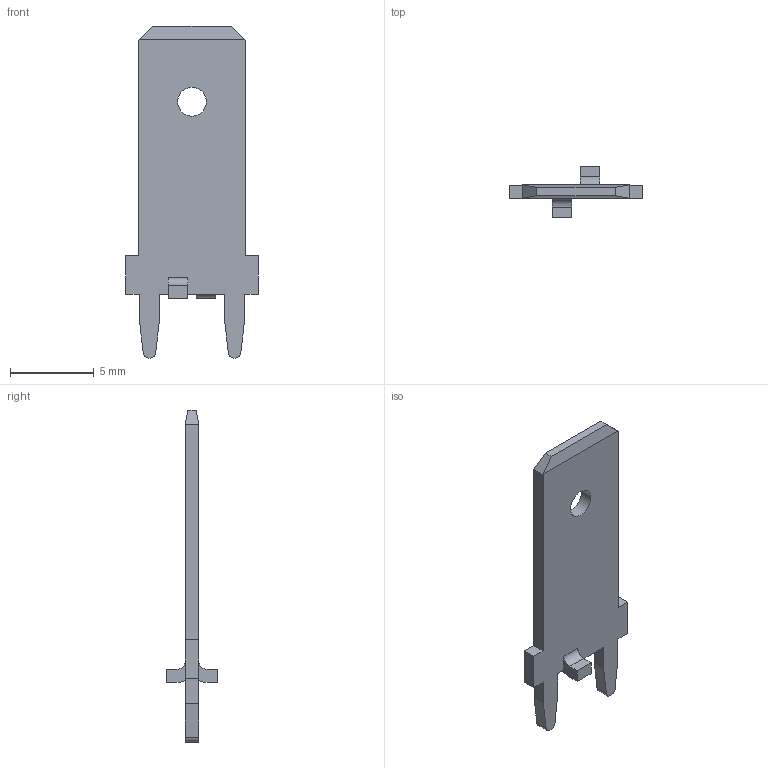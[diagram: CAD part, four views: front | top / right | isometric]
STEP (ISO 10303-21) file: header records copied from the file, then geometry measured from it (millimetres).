
FILE_DESCRIPTION((''),'2;1');
FILE_NAME('TYCO_1217167-1.stp','2014-01-21T10:26:01',(''),(''),'Mechanical Desktop 2011','Mechanical Desktop 2011',', , ');
FILE_SCHEMA(('AUTOMOTIVE_DESIGN { 1 2 10303 214 1 1 1 1 }'));
Length unit declared in the file: millimetre
Products named in the file (1): Product
Bounding box: 7.92 x 3.07 x 19.81 mm (x, y, z)
Volume: 88.4 mm3; surface area: 280.2 mm2
Topology: 1 solids, 1 shells, 46 faces, 132 edges, 88 vertices
Faces by surface type: plane 25, bspline 11, cylinder 10
Entity records: 1545 total; most frequent: CARTESIAN_POINT 300, ORIENTED_EDGE 264, DIRECTION 224, EDGE_CURVE 132, VECTOR 112, LINE 112, VERTEX_POINT 88, AXIS2_PLACEMENT_3D 56
